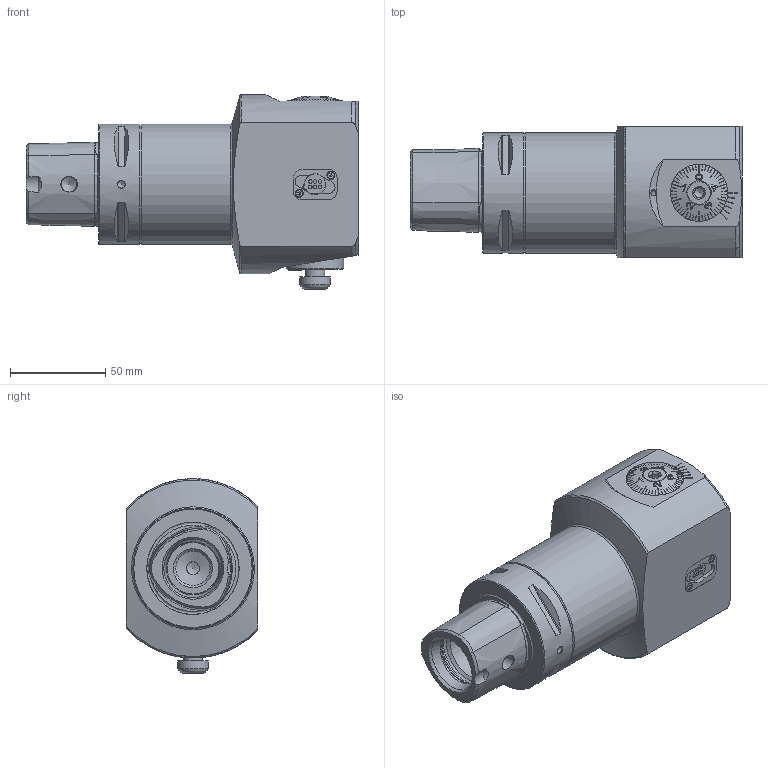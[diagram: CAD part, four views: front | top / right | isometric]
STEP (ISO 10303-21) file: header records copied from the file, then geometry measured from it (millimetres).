
FILE_DESCRIPTION (( 'STEP AP214' ), '1' );
FILE_NAME ('PS6.F94.DA2.150.STEP', '2020-10-12T13:00:14', ( '' ), ( '' ), 'SwSTEP 2.0', 'SolidWorks 2017', '' );
FILE_SCHEMA (( 'AUTOMOTIVE_DESIGN' ));
Length unit declared in the file: millimetre
Products named in the file (24): WCB-ER2.001.009_A; PEF-DA1.010.032_A; F94-BG2.015.024_B; Fxx-MAB.xxx.xxx_A_F94; F94-BG2.014.024_B; PS6.F94.DA2.150; ISO 4026 - M10 x 16; F94-BG1.DA3.030; DIN 3771 - 13x1; PEF-DA1.011.017_A; Klebstoff D10; F55-BG1.012.012_A; PS6-F94.DA1.150_A; A55-BG2.013.005_C; F55-ER1.101.016_B; ISO 4762 - M2 x 6; A55-BG2.012.006_B; Fxx-BG7.DA2.0xx_F72; DIN 3771 - 25x1.5; F94-BG1.DA2.030_min; A55-BG2.011.016_D; Fxx-BG7.DA1.0xx_B_F72; F94-BG1.DA1.030_B; A55-BG3.011.033_A_gek〉zt
Assembly tree (24 placements, depth 4):
  PS6.F94.DA2.150
    PS6-F94.DA1.150_A
    F55-ER1.101.016_B
    A55-BG3.011.033_A_gek〉zt
    WCB-ER2.001.009_A
    Klebstoff D10
    DIN 3771 - 13x1
    F94-BG1.DA2.030_min
      F94-BG1.DA3.030
        F94-BG1.DA1.030_B
        F55-BG1.012.012_A
      A55-BG2.013.005_C
      A55-BG2.012.006_B
      F94-BG2.015.024_B
        A55-BG2.011.016_D
        F94-BG2.014.024_B
      DIN 3771 - 25x1.5
      Fxx-MAB.xxx.xxx_A_F94
    ISO 4026 - M10 x 16
    Fxx-BG7.DA2.0xx_F72
      Fxx-BG7.DA1.0xx_B_F72
      PEF-DA1.011.017_A
      PEF-DA1.010.032_A
      ISO 4762 - M2 x 6  x2
Bounding box: 174 x 69 x 102.04 mm (x, y, z)
Volume: 605098.7 mm3; surface area: 88960.8 mm2
Topology: 20 solids, 20 shells, 799 faces, 2050 edges, 1323 vertices
Faces by surface type: plane 413, cone 152, cylinder 147, torus 51, bspline 35, sphere 1
Full cylindrical faces by diameter (mm): 1.6 x2, 1.9 x6, 2 x2, 2.2 x2, 3.3 x7, 3.8 x2, 4 x2, 4.2 x3, 5 x1, 5.25 x1, 6.8 x1, 8 x2, 8.1 x2, 8.5 x2, 9.95 x1, 10 x4, 11.5 x1, 11.6 x1, 11.75 x1, 11.95 x1, 12 x4, 12.4 x1, 13 x3, 14 x2, 14.2 x1, 15.5 x1, 16 x1, 18 x2, 20 x1, 22 x1
Entity records: 30461 total; most frequent: CARTESIAN_POINT 8834, ORIENTED_EDGE 3562, DIRECTION 3253, EDGE_CURVE 1781, AXIS2_PLACEMENT_3D 1285, VERTEX_POINT 1241, EDGE_LOOP 1008, FACE_OUTER_BOUND 881
